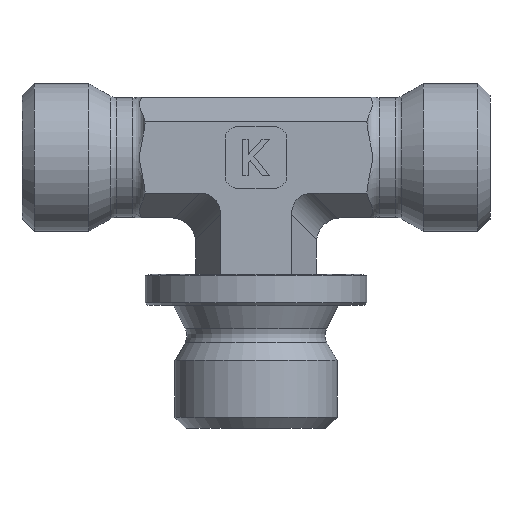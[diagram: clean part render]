
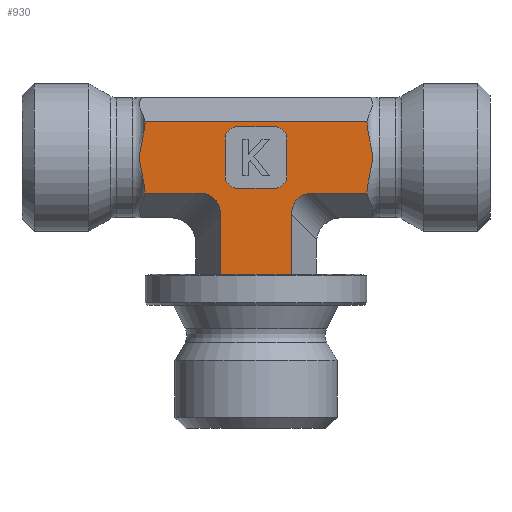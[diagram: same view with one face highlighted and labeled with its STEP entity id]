
A CAD part, left-side view. The second image highlights one B-rep face of the part: STEP entity #930.
In plain terms, the highlighted planar face has unit normal (-1, 0, 0).
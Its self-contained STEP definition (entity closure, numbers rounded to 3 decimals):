
#539=CARTESIAN_POINT('',(-24.885,18.547,6.613));
#540=VERTEX_POINT('',#539);
#552=CARTESIAN_POINT('',(-24.885,18.547,12.387));
#553=VERTEX_POINT('',#552);
#554=CARTESIAN_POINT('',(-24.885,18.547,12.387));
#555=CARTESIAN_POINT('',(-24.885,18.559,12.076));
#556=CARTESIAN_POINT('',(-24.885,18.612,11.732));
#557=CARTESIAN_POINT('',(-24.885,18.793,10.832));
#558=CARTESIAN_POINT('',(-24.885,19.017,10.121));
#559=CARTESIAN_POINT('',(-24.885,19.017,8.879));
#560=CARTESIAN_POINT('',(-24.885,18.793,8.168));
#561=CARTESIAN_POINT('',(-24.885,18.612,7.268));
#562=CARTESIAN_POINT('',(-24.885,18.559,6.924));
#563=CARTESIAN_POINT('',(-24.885,18.547,6.613));
#564=B_SPLINE_CURVE_WITH_KNOTS('',3,(#554,#555,#556,#557,#558,#559,#560,#561,#562,#563),.UNSPECIFIED.,.F.,.U.,(4,2,2,2,4),(0.706,0.795,0.981,1.167,1.257),.UNSPECIFIED.);
#565=EDGE_CURVE('',#553,#540,#564,.T.);
#750=CARTESIAN_POINT('',(-24.885,0.541,12.387));
#751=VERTEX_POINT('',#750);
#752=CARTESIAN_POINT('',(-24.885,18.547,12.387));
#753=DIRECTION('',(0.0,-1.0,0.0));
#754=VECTOR('',#753,18.006);
#755=LINE('',#752,#754);
#756=EDGE_CURVE('',#553,#751,#755,.T.);
#780=CARTESIAN_POINT('',(-24.885,6.657,0.0));
#781=DIRECTION('',(-1.0,0.0,0.0));
#782=DIRECTION('',(0.0,0.0,1.0));
#783=AXIS2_PLACEMENT_3D('',#780,#781,#782);
#784=PLANE('',#783);
#785=ORIENTED_EDGE('',*,*,#565,.T.);
#786=CARTESIAN_POINT('',(-24.885,14.163,6.613));
#787=VERTEX_POINT('',#786);
#788=CARTESIAN_POINT('',(-24.885,14.163,6.613));
#789=DIRECTION('',(0.0,1.0,0.0));
#790=VECTOR('',#789,4.384);
#791=LINE('',#788,#790);
#792=EDGE_CURVE('',#787,#540,#791,.T.);
#793=ORIENTED_EDGE('',*,*,#792,.F.);
#794=CARTESIAN_POINT('',(-24.885,12.431,4.881));
#795=VERTEX_POINT('',#794);
#796=CARTESIAN_POINT('',(-24.885,14.74,4.304));
#797=DIRECTION('',(-1.0,0.0,0.0));
#798=DIRECTION('',(0.0,-0.707,0.707));
#799=AXIS2_PLACEMENT_3D('',#796,#797,#798);
#800=ELLIPSE('',#799,2.582,2.0);
#801=EDGE_CURVE('',#795,#787,#800,.T.);
#802=ORIENTED_EDGE('',*,*,#801,.F.);
#803=CARTESIAN_POINT('',(-24.885,12.431,0.0));
#804=VERTEX_POINT('',#803);
#805=CARTESIAN_POINT('',(-24.885,12.431,0.0));
#806=DIRECTION('',(0.0,0.0,1.0));
#807=VECTOR('',#806,4.881);
#808=LINE('',#805,#807);
#809=EDGE_CURVE('',#804,#795,#808,.T.);
#810=ORIENTED_EDGE('',*,*,#809,.F.);
#811=CARTESIAN_POINT('',(-24.885,6.657,0.0));
#812=VERTEX_POINT('',#811);
#813=CARTESIAN_POINT('',(-24.885,12.431,0.0));
#814=DIRECTION('',(0.0,-1.0,0.0));
#815=VECTOR('',#814,5.774);
#816=LINE('',#813,#815);
#817=EDGE_CURVE('',#804,#812,#816,.T.);
#818=ORIENTED_EDGE('',*,*,#817,.T.);
#819=CARTESIAN_POINT('',(-24.885,6.657,4.881));
#820=VERTEX_POINT('',#819);
#821=CARTESIAN_POINT('',(-24.885,6.657,0.0));
#822=DIRECTION('',(0.0,0.0,1.0));
#823=VECTOR('',#822,4.881);
#824=LINE('',#821,#823);
#825=EDGE_CURVE('',#812,#820,#824,.T.);
#826=ORIENTED_EDGE('',*,*,#825,.T.);
#827=CARTESIAN_POINT('',(-24.885,4.925,6.613));
#828=VERTEX_POINT('',#827);
#829=CARTESIAN_POINT('',(-24.885,4.348,4.304));
#830=DIRECTION('',(-1.0,0.0,0.0));
#831=DIRECTION('',(0.0,0.707,0.707));
#832=AXIS2_PLACEMENT_3D('',#829,#830,#831);
#833=ELLIPSE('',#832,2.582,2.0);
#834=EDGE_CURVE('',#828,#820,#833,.T.);
#835=ORIENTED_EDGE('',*,*,#834,.F.);
#836=CARTESIAN_POINT('',(-24.885,0.541,6.613));
#837=VERTEX_POINT('',#836);
#838=CARTESIAN_POINT('',(-24.885,4.925,6.613));
#839=DIRECTION('',(0.0,-1.0,0.0));
#840=VECTOR('',#839,4.384);
#841=LINE('',#838,#840);
#842=EDGE_CURVE('',#828,#837,#841,.T.);
#843=ORIENTED_EDGE('',*,*,#842,.T.);
#844=CARTESIAN_POINT('',(-24.885,0.541,6.613));
#845=CARTESIAN_POINT('',(-24.885,0.529,6.924));
#846=CARTESIAN_POINT('',(-24.885,0.476,7.268));
#847=CARTESIAN_POINT('',(-24.885,0.295,8.168));
#848=CARTESIAN_POINT('',(-24.885,0.071,8.879));
#849=CARTESIAN_POINT('',(-24.885,0.071,10.121));
#850=CARTESIAN_POINT('',(-24.885,0.295,10.832));
#851=CARTESIAN_POINT('',(-24.885,0.476,11.732));
#852=CARTESIAN_POINT('',(-24.885,0.529,12.076));
#853=CARTESIAN_POINT('',(-24.885,0.541,12.387));
#854=B_SPLINE_CURVE_WITH_KNOTS('',3,(#844,#845,#846,#847,#848,#849,#850,#851,#852,#853),.UNSPECIFIED.,.F.,.U.,(4,2,2,2,4),(0.706,0.795,0.981,1.167,1.256),.UNSPECIFIED.);
#855=EDGE_CURVE('',#837,#751,#854,.T.);
#856=ORIENTED_EDGE('',*,*,#855,.T.);
#857=ORIENTED_EDGE('',*,*,#756,.F.);
#858=EDGE_LOOP('',(#785,#793,#802,#810,#818,#826,#835,#843,#856,#857));
#859=FACE_OUTER_BOUND('',#858,.T.);
#860=CARTESIAN_POINT('',(-24.885,11.044,12.));
#861=VERTEX_POINT('',#860);
#862=CARTESIAN_POINT('',(-24.885,8.044,12.));
#863=VERTEX_POINT('',#862);
#864=CARTESIAN_POINT('',(-24.885,11.044,12.));
#865=DIRECTION('',(0.0,-1.0,0.0));
#866=VECTOR('',#865,3.0);
#867=LINE('',#864,#866);
#868=EDGE_CURVE('',#861,#863,#867,.T.);
#869=ORIENTED_EDGE('',*,*,#868,.T.);
#870=CARTESIAN_POINT('',(-24.885,7.044,11.));
#871=VERTEX_POINT('',#870);
#872=CARTESIAN_POINT('',(-24.885,8.044,11.));
#873=DIRECTION('',(-1.0,0.0,0.0));
#874=DIRECTION('',(0.0,-0.707,0.707));
#875=AXIS2_PLACEMENT_3D('',#872,#873,#874);
#876=CIRCLE('',#875,1.0);
#877=EDGE_CURVE('',#871,#863,#876,.T.);
#878=ORIENTED_EDGE('',*,*,#877,.F.);
#879=CARTESIAN_POINT('',(-24.885,7.044,8.));
#880=VERTEX_POINT('',#879);
#881=CARTESIAN_POINT('',(-24.885,7.044,11.));
#882=DIRECTION('',(0.0,0.0,-1.0));
#883=VECTOR('',#882,3.);
#884=LINE('',#881,#883);
#885=EDGE_CURVE('',#871,#880,#884,.T.);
#886=ORIENTED_EDGE('',*,*,#885,.T.);
#887=CARTESIAN_POINT('',(-24.885,8.044,7.));
#888=VERTEX_POINT('',#887);
#889=CARTESIAN_POINT('',(-24.885,8.044,8.));
#890=DIRECTION('',(-1.0,0.0,0.0));
#891=DIRECTION('',(0.0,-0.707,-0.707));
#892=AXIS2_PLACEMENT_3D('',#889,#890,#891);
#893=CIRCLE('',#892,1.0);
#894=EDGE_CURVE('',#888,#880,#893,.T.);
#895=ORIENTED_EDGE('',*,*,#894,.F.);
#896=CARTESIAN_POINT('',(-24.885,11.044,7.));
#897=VERTEX_POINT('',#896);
#898=CARTESIAN_POINT('',(-24.885,8.044,7.));
#899=DIRECTION('',(0.0,1.0,0.0));
#900=VECTOR('',#899,3.0);
#901=LINE('',#898,#900);
#902=EDGE_CURVE('',#888,#897,#901,.T.);
#903=ORIENTED_EDGE('',*,*,#902,.T.);
#904=CARTESIAN_POINT('',(-24.885,12.044,8.));
#905=VERTEX_POINT('',#904);
#906=CARTESIAN_POINT('',(-24.885,11.044,8.));
#907=DIRECTION('',(-1.0,0.0,0.0));
#908=DIRECTION('',(0.0,0.707,-0.707));
#909=AXIS2_PLACEMENT_3D('',#906,#907,#908);
#910=CIRCLE('',#909,1.0);
#911=EDGE_CURVE('',#905,#897,#910,.T.);
#912=ORIENTED_EDGE('',*,*,#911,.F.);
#913=CARTESIAN_POINT('',(-24.885,12.044,11.));
#914=VERTEX_POINT('',#913);
#915=CARTESIAN_POINT('',(-24.885,12.044,8.));
#916=DIRECTION('',(0.0,0.0,1.0));
#917=VECTOR('',#916,3.);
#918=LINE('',#915,#917);
#919=EDGE_CURVE('',#905,#914,#918,.T.);
#920=ORIENTED_EDGE('',*,*,#919,.T.);
#921=CARTESIAN_POINT('',(-24.885,11.044,11.));
#922=DIRECTION('',(-1.0,0.0,0.0));
#923=DIRECTION('',(0.0,0.707,0.707));
#924=AXIS2_PLACEMENT_3D('',#921,#922,#923);
#925=CIRCLE('',#924,1.0);
#926=EDGE_CURVE('',#861,#914,#925,.T.);
#927=ORIENTED_EDGE('',*,*,#926,.F.);
#928=EDGE_LOOP('',(#869,#878,#886,#895,#903,#912,#920,#927));
#929=FACE_BOUND('',#928,.T.);
#930=ADVANCED_FACE('',(#859,#929),#784,.T.);
